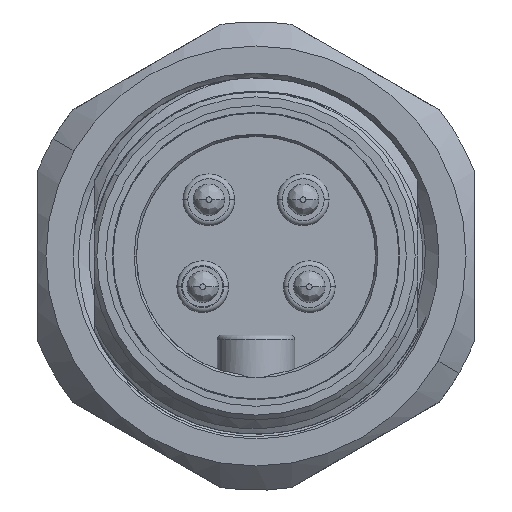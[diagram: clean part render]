
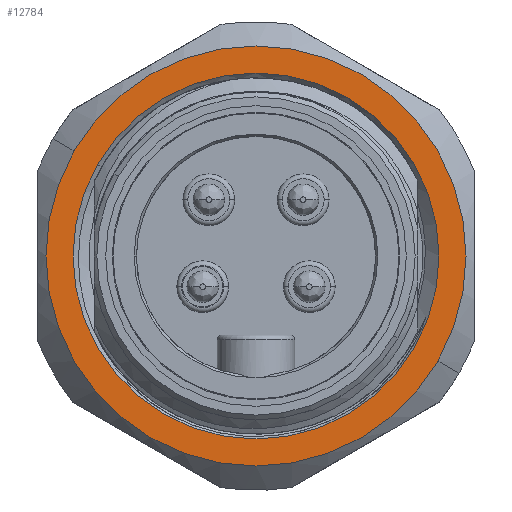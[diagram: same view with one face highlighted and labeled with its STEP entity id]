
A CAD part, front view. The second image highlights one B-rep face of the part: STEP entity #12784.
In plain terms, the highlighted planar face has unit normal (0, -1, 0).
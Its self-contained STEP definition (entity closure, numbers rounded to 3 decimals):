
#4225=CARTESIAN_POINT('',(0.,6.6,0.));
#4226=DIRECTION('',(0.,-1.,0.));
#4227=DIRECTION('',(-0.866,0.,0.5));
#4228=AXIS2_PLACEMENT_3D('',#4225,#4226,#4227);
#4230=CARTESIAN_POINT('',(0.,6.6,0.));
#4231=DIRECTION('',(0.,-1.,0.));
#4232=DIRECTION('',(0.866,0.,-0.5));
#4233=AXIS2_PLACEMENT_3D('',#4230,#4231,#4232);
#4235=CARTESIAN_POINT('',(0.,6.6,0.));
#4236=DIRECTION('',(0.,1.,0.));
#4237=DIRECTION('',(0.866,0.,-0.5));
#4238=AXIS2_PLACEMENT_3D('',#4235,#4236,#4237);
#4240=CARTESIAN_POINT('',(0.,6.6,0.));
#4241=DIRECTION('',(0.,1.,0.));
#4242=DIRECTION('',(-0.866,0.,0.5));
#4243=AXIS2_PLACEMENT_3D('',#4240,#4241,#4242);
#7076=CARTESIAN_POINT('',(-11.258,6.6,6.5));
#7077=CARTESIAN_POINT('',(11.258,6.6,-6.5));
#7078=VERTEX_POINT('',#7076);
#7079=VERTEX_POINT('',#7077);
#7104=CARTESIAN_POINT('',(9.808,6.6,-5.663));
#7105=CARTESIAN_POINT('',(-9.808,6.6,5.663));
#7106=VERTEX_POINT('',#7104);
#7107=VERTEX_POINT('',#7105);
#12769=CARTESIAN_POINT('',(0.,6.6,0.));
#12770=DIRECTION('',(0.,1.,0.));
#12771=DIRECTION('',(0.866,0.,-0.5));
#12772=AXIS2_PLACEMENT_3D('',#12769,#12770,#12771);
#12773=PLANE('',#12772);
#12775=ORIENTED_EDGE('',*,*,#12774,.F.);
#12777=ORIENTED_EDGE('',*,*,#12776,.F.);
#12778=EDGE_LOOP('',(#12775,#12777));
#12779=FACE_OUTER_BOUND('',#12778,.F.);
#12780=ORIENTED_EDGE('',*,*,#12764,.F.);
#12781=ORIENTED_EDGE('',*,*,#12166,.F.);
#12782=EDGE_LOOP('',(#12780,#12781));
#12783=FACE_BOUND('',#12782,.F.);
#4229=CIRCLE('',#4228,13.);
#4234=CIRCLE('',#4233,13.);
#4239=CIRCLE('',#4238,11.325);
#4244=CIRCLE('',#4243,11.325);
#12166=EDGE_CURVE('',#7107,#7106,#4244,.T.);
#12764=EDGE_CURVE('',#7106,#7107,#4239,.T.);
#12774=EDGE_CURVE('',#7078,#7079,#4229,.T.);
#12776=EDGE_CURVE('',#7079,#7078,#4234,.T.);
#12784=ADVANCED_FACE('',(#12779,#12783),#12773,.F.);
